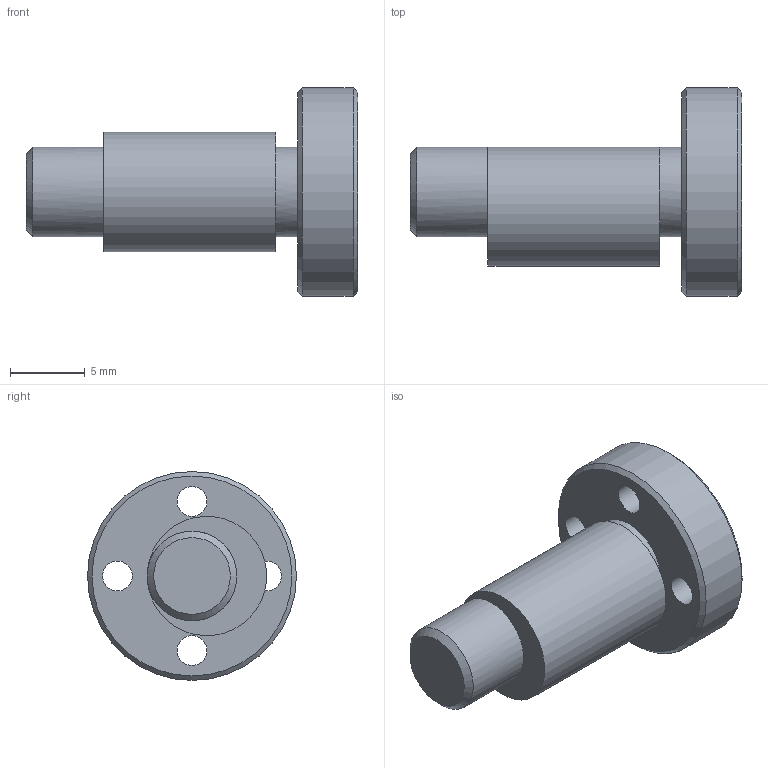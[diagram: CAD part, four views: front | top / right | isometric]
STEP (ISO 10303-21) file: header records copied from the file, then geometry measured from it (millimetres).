
FILE_DESCRIPTION(/* description */ (''),/* implementation_level */ '2;1');
FILE_NAME(/* name */ '11227_KriTec_Bolzen_8_D10_exzentrisch.stp',/* time_stamp */ '2014-05-07T16:44:42+02:00',/* author */ ('kostic'),/* organization */ (''),/* preprocessor_version */ 'ST-DEVELOPER v15.2',/* originating_system */ 'Autodesk Inventor 2014',/* authorisation */ '');
FILE_SCHEMA (('AUTOMOTIVE_DESIGN { 1 0 10303 214 3 1 1 }'));
Length unit declared in the file: millimetre
Products named in the file (1): 11227_KriTec_Bolzen_8_D10_exzentrisch
Bounding box: 22.2 x 14 x 14 mm (x, y, z)
Volume: 1308.4 mm3; surface area: 1023 mm2
Topology: 1 solids, 1 shells, 26 faces, 62 edges, 40 vertices
Faces by surface type: plane 12, cylinder 8, cone 6
Full cylindrical faces by diameter (mm): 2 x4, 6 x2, 8 x1, 14 x1
Entity records: 659 total; most frequent: CARTESIAN_POINT 119, DIRECTION 110, ORIENTED_EDGE 84, EDGE_LOOP 50, AXIS2_PLACEMENT_3D 49, EDGE_CURVE 42, VERTEX_POINT 34, FACE_OUTER_BOUND 26
